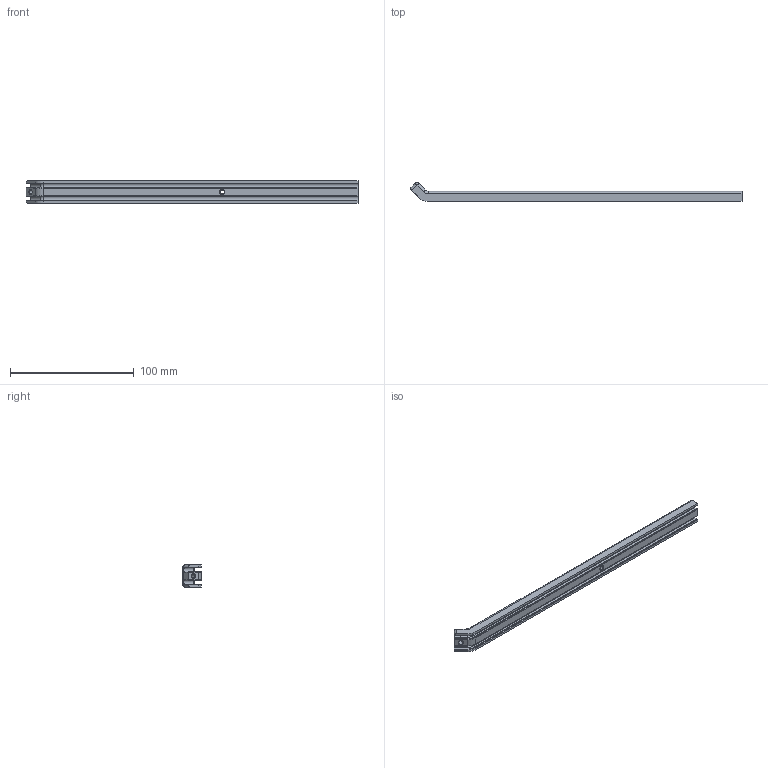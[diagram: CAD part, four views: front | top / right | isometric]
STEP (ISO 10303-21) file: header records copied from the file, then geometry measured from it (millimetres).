
FILE_DESCRIPTION(/* description */ ('','CAx-IF Rec.Pracs.---Representation and Presentation of Product Manufacturing Information (PMI)---4.0---2014-10-13'),/* implementation_level */ '2;1');
FILE_NAME(/* name */ '',/* time_stamp */ '2025-01-30T18:44:16+03:00',/* author */ (''),/* organization */ (''),/* preprocessor_version */ 'ST-DEVELOPER v20',/* originating_system */ 'Autodesk Translation Framework v13.20.0.188',/* authorisation */ '');
FILE_SCHEMA (('AP242_MANAGED_MODEL_BASED_3D_ENGINEERING_MIM_LF { 1 0 10303 442 1 1 4 }'));
Length unit declared in the file: millimetre
Products named in the file (1): Pipe and Cable Holder Top Back
Bounding box: 268.75 x 15.07 x 18 mm (x, y, z)
Volume: 26595.6 mm3; surface area: 19221.4 mm2
Topology: 1 solids, 1 shells, 73 faces, 177 edges, 108 vertices
Faces by surface type: cylinder 35, plane 20, torus 12, cone 4, sphere 2
Full cylindrical faces by diameter (mm): 3.4 x2, 6 x2
Entity records: 2201 total; most frequent: DIRECTION 407, CARTESIAN_POINT 385, ORIENTED_EDGE 354, EDGE_CURVE 177, AXIS2_PLACEMENT_3D 162, VERTEX_POINT 108, CIRCLE 88, LINE 83
